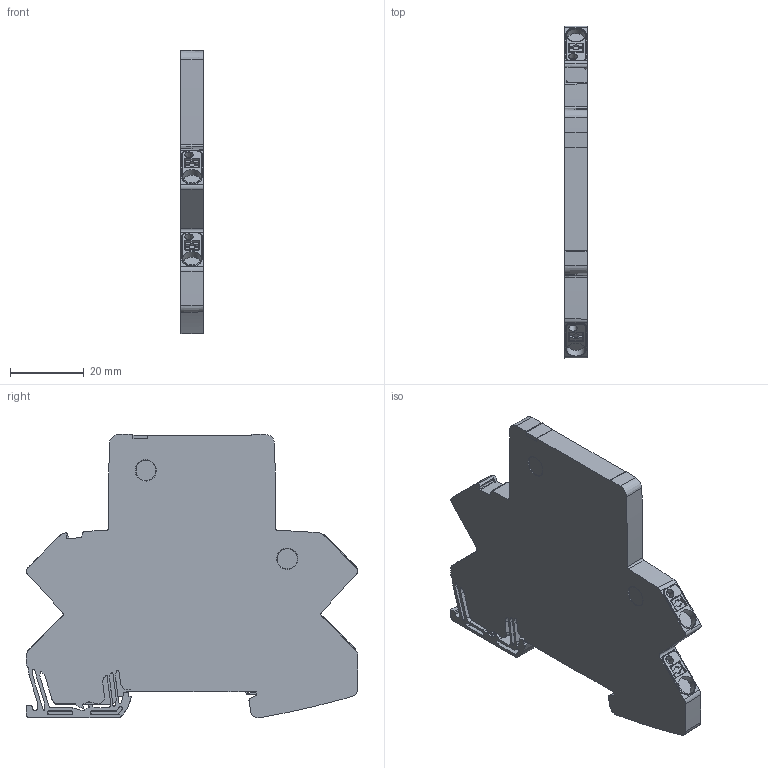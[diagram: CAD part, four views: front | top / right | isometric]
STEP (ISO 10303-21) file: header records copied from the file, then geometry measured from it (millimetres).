
FILE_DESCRIPTION((''),'2;1');
FILE_NAME('CAD-8650','2023-04-12T14:00:24',('creinig-se'),(''),'CREO PARAMETRIC BY PTC INC, 2022284','CREO PARAMETRIC BY PTC INC, 2022284','');
FILE_SCHEMA(('CONFIG_CONTROL_DESIGN','SHAPE_APPEARANCE_LAYERS_GROUPS'));
Length unit declared in the file: millimetre
Products named in the file (1): CAD-8650
Bounding box: 6 x 89.71 x 76.72 mm (x, y, z)
Volume: 29308.6 mm3; surface area: 13641.8 mm2
Topology: 1 solids, 1 shells, 474 faces, 1517 edges, 1065 vertices
Faces by surface type: plane 244, cylinder 108, cone 56, torus 32, bspline 30, extrusion 4
Entity records: 25477 total; most frequent: CARTESIAN_POINT 7228, ORIENTED_EDGE 3034, DIRECTION 2280, EDGE_CURVE 1517, VERTEX_POINT 1065, FILL_AREA_STYLE_COLOUR 872, FILL_AREA_STYLE 872, SURFACE_STYLE_FILL_AREA 872
